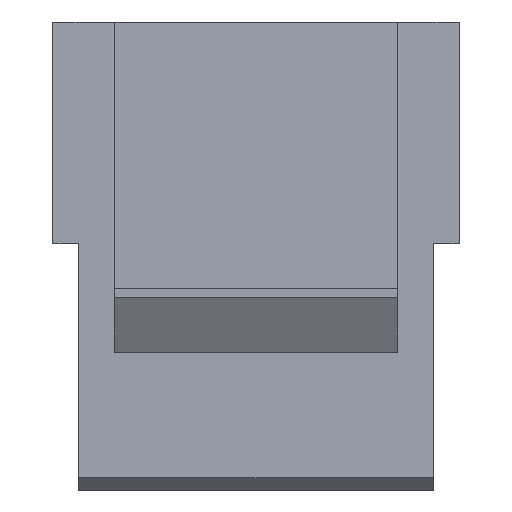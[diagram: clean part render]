
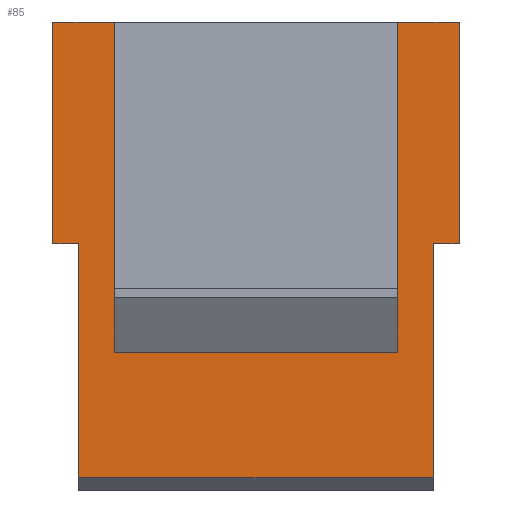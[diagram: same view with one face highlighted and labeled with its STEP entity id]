
A CAD part, front view. The second image highlights one B-rep face of the part: STEP entity #85.
In plain terms, the highlighted planar face has unit normal (0, -1, 0).
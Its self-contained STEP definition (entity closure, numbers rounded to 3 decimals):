
#85=ADVANCED_FACE('',(#174),#1512,.T.);
#174=FACE_OUTER_BOUND('',#263,.T.);
#263=EDGE_LOOP('',(#568,#569,#570,#571,#572,#573,#574,#575,#576,#577,#578,
#579));
#568=ORIENTED_EDGE('',*,*,#965,.T.);
#569=ORIENTED_EDGE('',*,*,#964,.T.);
#570=ORIENTED_EDGE('',*,*,#853,.T.);
#571=ORIENTED_EDGE('',*,*,#841,.T.);
#572=ORIENTED_EDGE('',*,*,#909,.F.);
#573=ORIENTED_EDGE('',*,*,#940,.T.);
#574=ORIENTED_EDGE('',*,*,#805,.T.);
#575=ORIENTED_EDGE('',*,*,#941,.F.);
#576=ORIENTED_EDGE('',*,*,#908,.F.);
#577=ORIENTED_EDGE('',*,*,#837,.F.);
#578=ORIENTED_EDGE('',*,*,#855,.T.);
#579=ORIENTED_EDGE('',*,*,#963,.F.);
#805=EDGE_CURVE('',#1302,#1303,#1049,.T.);
#837=EDGE_CURVE('',#1338,#1339,#1081,.T.);
#841=EDGE_CURVE('',#1342,#1343,#1085,.T.);
#853=EDGE_CURVE('',#1352,#1342,#1097,.T.);
#855=EDGE_CURVE('',#1338,#1346,#1099,.T.);
#908=EDGE_CURVE('',#1339,#1371,#1142,.T.);
#909=EDGE_CURVE('',#1370,#1343,#1143,.T.);
#940=EDGE_CURVE('',#1370,#1302,#1170,.T.);
#941=EDGE_CURVE('',#1371,#1303,#1171,.T.);
#963=EDGE_CURVE('',#1404,#1346,#1193,.T.);
#964=EDGE_CURVE('',#1405,#1352,#1194,.T.);
#965=EDGE_CURVE('',#1404,#1405,#1195,.T.);
#1049=B_SPLINE_CURVE_WITH_KNOTS('',1,(#2074,#2075),.UNSPECIFIED.,.F.,.F.,
(2,2),(0.,11.5),.UNSPECIFIED.);
#1081=B_SPLINE_CURVE_WITH_KNOTS('',1,(#2138,#2139),.UNSPECIFIED.,.F.,.F.,
(2,2),(0.,9.),.UNSPECIFIED.);
#1085=B_SPLINE_CURVE_WITH_KNOTS('',1,(#2146,#2147),.UNSPECIFIED.,.F.,.F.,
(2,2),(0.,9.),.UNSPECIFIED.);
#1097=B_SPLINE_CURVE_WITH_KNOTS('',1,(#2170,#2171),.UNSPECIFIED.,.F.,.F.,
(2,2),(-33.7,-32.7),.UNSPECIFIED.);
#1099=B_SPLINE_CURVE_WITH_KNOTS('',1,(#2174,#2175),.UNSPECIFIED.,.F.,.F.,
(2,2),(-49.2,-48.2),.UNSPECIFIED.);
#1142=B_SPLINE_CURVE_WITH_KNOTS('',1,(#2284,#2285),.UNSPECIFIED.,.F.,.F.,
(2,2),(-49.2,-46.7),.UNSPECIFIED.);
#1143=B_SPLINE_CURVE_WITH_KNOTS('',1,(#2286,#2287),.UNSPECIFIED.,.F.,.F.,
(2,2),(-35.2,-32.7),.UNSPECIFIED.);
#1170=B_SPLINE_CURVE_WITH_KNOTS('',1,(#2357,#2358),.UNSPECIFIED.,.F.,.F.,
(2,2),(9.596,12.297),.UNSPECIFIED.);
#1171=B_SPLINE_CURVE_WITH_KNOTS('',1,(#2359,#2360),.UNSPECIFIED.,.F.,.F.,
(2,2),(9.596,12.297),.UNSPECIFIED.);
#1193=B_SPLINE_CURVE_WITH_KNOTS('',1,(#2501,#2502),.UNSPECIFIED.,.F.,.F.,
(2,2),(-47.306,-37.806),.UNSPECIFIED.);
#1194=B_SPLINE_CURVE_WITH_KNOTS('',1,(#2503,#2504),.UNSPECIFIED.,.F.,.F.,
(2,2),(2.014,11.514),.UNSPECIFIED.);
#1195=B_SPLINE_CURVE_WITH_KNOTS('',1,(#2505,#2506),.UNSPECIFIED.,.F.,.F.,
(2,2),(0.,14.4),.UNSPECIFIED.);
#1302=VERTEX_POINT('',#1940);
#1303=VERTEX_POINT('',#1941);
#1338=VERTEX_POINT('',#1976);
#1339=VERTEX_POINT('',#1977);
#1342=VERTEX_POINT('',#1980);
#1343=VERTEX_POINT('',#1981);
#1346=VERTEX_POINT('',#1984);
#1352=VERTEX_POINT('',#1990);
#1370=VERTEX_POINT('',#2008);
#1371=VERTEX_POINT('',#2009);
#1404=VERTEX_POINT('',#2042);
#1405=VERTEX_POINT('',#2043);
#1512=PLANE('',#1614);
#1614=AXIS2_PLACEMENT_3D('',#1798,#1692,$);
#1692=DIRECTION('',(0.,-1.,0.));
#1798=CARTESIAN_POINT('',(318.9,-322.9,0.6));
#1940=CARTESIAN_POINT('',(332.9,-322.9,14.9));
#1941=CARTESIAN_POINT('',(321.4,-322.9,14.9));
#1976=CARTESIAN_POINT('',(318.9,-322.9,10.1));
#1977=CARTESIAN_POINT('',(318.9,-322.9,19.1));
#1980=CARTESIAN_POINT('',(335.4,-322.9,10.1));
#1981=CARTESIAN_POINT('',(335.4,-322.9,19.1));
#1984=CARTESIAN_POINT('',(319.95,-322.9,10.1));
#1990=CARTESIAN_POINT('',(334.35,-322.9,10.1));
#2008=CARTESIAN_POINT('',(332.9,-322.9,19.1));
#2009=CARTESIAN_POINT('',(321.4,-322.9,19.1));
#2042=CARTESIAN_POINT('',(319.95,-322.9,0.6));
#2043=CARTESIAN_POINT('',(334.35,-322.9,0.6));
#2074=CARTESIAN_POINT('',(332.9,-322.9,14.9));
#2075=CARTESIAN_POINT('',(321.4,-322.9,14.9));
#2138=CARTESIAN_POINT('',(318.9,-322.9,10.1));
#2139=CARTESIAN_POINT('',(318.9,-322.9,19.1));
#2146=CARTESIAN_POINT('',(335.4,-322.9,10.1));
#2147=CARTESIAN_POINT('',(335.4,-322.9,19.1));
#2170=CARTESIAN_POINT('',(334.35,-322.9,10.1));
#2171=CARTESIAN_POINT('',(335.4,-322.9,10.1));
#2174=CARTESIAN_POINT('',(318.9,-322.9,10.1));
#2175=CARTESIAN_POINT('',(319.95,-322.9,10.1));
#2284=CARTESIAN_POINT('',(318.9,-322.9,19.1));
#2285=CARTESIAN_POINT('',(321.4,-322.9,19.1));
#2286=CARTESIAN_POINT('',(332.9,-322.9,19.1));
#2287=CARTESIAN_POINT('',(335.4,-322.9,19.1));
#2357=CARTESIAN_POINT('',(332.9,-322.9,19.1));
#2358=CARTESIAN_POINT('',(332.9,-322.9,14.9));
#2359=CARTESIAN_POINT('',(321.4,-322.9,19.1));
#2360=CARTESIAN_POINT('',(321.4,-322.9,14.9));
#2501=CARTESIAN_POINT('',(319.95,-322.9,0.6));
#2502=CARTESIAN_POINT('',(319.95,-322.9,10.1));
#2503=CARTESIAN_POINT('',(334.35,-322.9,0.6));
#2504=CARTESIAN_POINT('',(334.35,-322.9,10.1));
#2505=CARTESIAN_POINT('',(319.95,-322.9,0.6));
#2506=CARTESIAN_POINT('',(334.35,-322.9,0.6));
